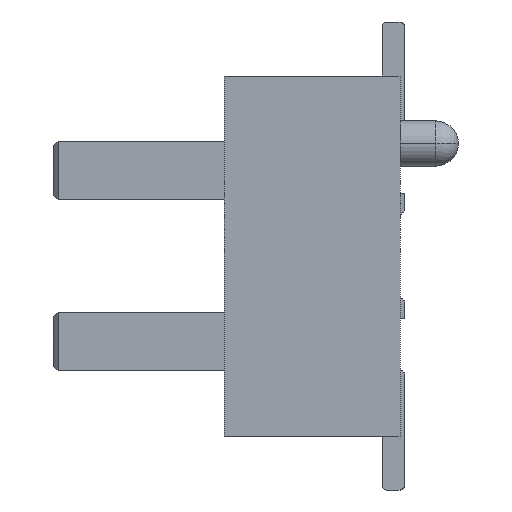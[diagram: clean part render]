
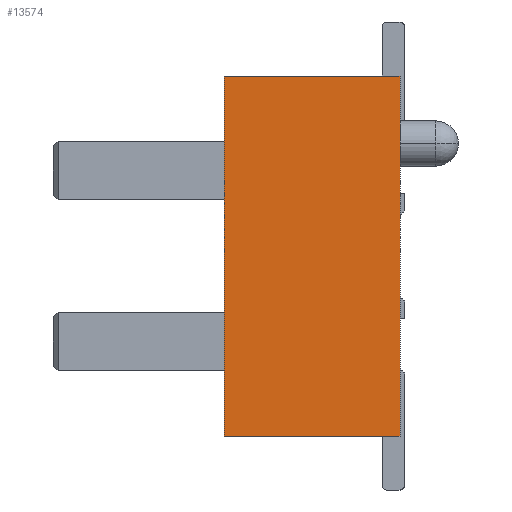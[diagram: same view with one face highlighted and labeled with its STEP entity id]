
A CAD part, left-side view. The second image highlights one B-rep face of the part: STEP entity #13574.
In plain terms, the highlighted planar face has unit normal (-1, 0, 0).
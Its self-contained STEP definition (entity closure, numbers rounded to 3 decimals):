
#29=DIRECTION('',(0.,0.,1.));
#30=VECTOR('',#29,4.);
#31=CARTESIAN_POINT('',(-7.6,0.,-2.));
#32=LINE('',#31,#30);
#313=DIRECTION('',(0.,1.,0.));
#314=VECTOR('',#313,1.95);
#315=CARTESIAN_POINT('',(-7.6,0.,2.));
#316=LINE('',#315,#314);
#2113=DIRECTION('',(0.,0.,1.));
#2114=VECTOR('',#2113,4.);
#2115=CARTESIAN_POINT('',(-7.6,1.95,-2.));
#2116=LINE('',#2115,#2114);
#2161=DIRECTION('',(0.,1.,0.));
#2162=VECTOR('',#2161,1.95);
#2163=CARTESIAN_POINT('',(-7.6,0.,-2.));
#2164=LINE('',#2163,#2162);
#7933=CARTESIAN_POINT('',(-7.6,0.,-2.));
#7934=CARTESIAN_POINT('',(-7.6,0.,2.));
#7935=VERTEX_POINT('',#7933);
#7936=VERTEX_POINT('',#7934);
#7941=CARTESIAN_POINT('',(-7.6,1.95,-2.));
#7942=CARTESIAN_POINT('',(-7.6,1.95,2.));
#7943=VERTEX_POINT('',#7941);
#7944=VERTEX_POINT('',#7942);
#13563=CARTESIAN_POINT('',(-7.6,0.,-2.));
#13564=DIRECTION('',(-1.,0.,0.));
#13565=DIRECTION('',(0.,0.,1.));
#13566=AXIS2_PLACEMENT_3D('',#13563,#13564,#13565);
#13567=PLANE('',#13566);
#13568=ORIENTED_EDGE('',*,*,#10442,.F.);
#13569=ORIENTED_EDGE('',*,*,#13427,.T.);
#13570=ORIENTED_EDGE('',*,*,#13535,.T.);
#13571=ORIENTED_EDGE('',*,*,#10703,.F.);
#13572=EDGE_LOOP('',(#13568,#13569,#13570,#13571));
#13573=FACE_OUTER_BOUND('',#13572,.F.);
#10442=EDGE_CURVE('',#7935,#7936,#32,.T.);
#10703=EDGE_CURVE('',#7936,#7944,#316,.T.);
#13427=EDGE_CURVE('',#7935,#7943,#2164,.T.);
#13535=EDGE_CURVE('',#7943,#7944,#2116,.T.);
#13574=ADVANCED_FACE('',(#13573),#13567,.T.);
